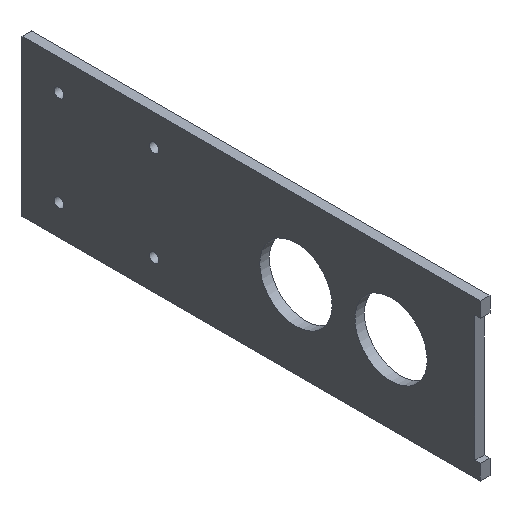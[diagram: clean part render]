
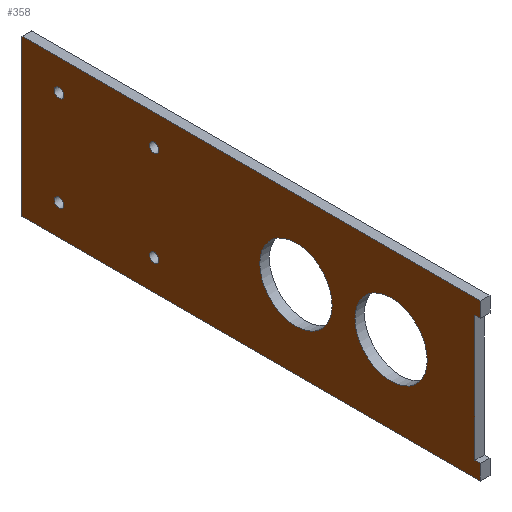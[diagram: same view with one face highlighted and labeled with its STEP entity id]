
A CAD part, isometric view. The second image highlights one B-rep face of the part: STEP entity #358.
In plain terms, the highlighted planar face has unit normal (-1, 0, 0).
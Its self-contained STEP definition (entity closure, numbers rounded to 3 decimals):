
#21=FACE_BOUND('',#75,.T.);
#22=FACE_BOUND('',#76,.T.);
#23=FACE_BOUND('',#77,.T.);
#24=FACE_BOUND('',#78,.T.);
#25=FACE_BOUND('',#79,.T.);
#26=FACE_BOUND('',#80,.T.);
#36=PLANE('',#412);
#52=FACE_OUTER_BOUND('',#74,.T.);
#74=EDGE_LOOP('',(#323,#324,#325,#326,#327,#328,#329,#330));
#75=EDGE_LOOP('',(#331));
#76=EDGE_LOOP('',(#332));
#77=EDGE_LOOP('',(#333));
#78=EDGE_LOOP('',(#334));
#79=EDGE_LOOP('',(#335));
#80=EDGE_LOOP('',(#336));
#87=LINE('',#565,#117);
#91=LINE('',#573,#121);
#94=LINE('',#579,#124);
#97=LINE('',#585,#127);
#100=LINE('',#591,#130);
#103=LINE('',#597,#133);
#106=LINE('',#603,#136);
#109=LINE('',#608,#139);
#117=VECTOR('',#471,10.);
#121=VECTOR('',#477,10.);
#124=VECTOR('',#482,10.);
#127=VECTOR('',#487,10.);
#130=VECTOR('',#492,10.);
#133=VECTOR('',#497,10.);
#136=VECTOR('',#502,10.);
#139=VECTOR('',#507,10.);
#143=CIRCLE('',#382,19.);
#146=CIRCLE('',#386,19.);
#149=CIRCLE('',#390,2.5);
#152=CIRCLE('',#394,2.5);
#155=CIRCLE('',#398,2.5);
#158=CIRCLE('',#402,2.5);
#161=VERTEX_POINT('',#519);
#164=VERTEX_POINT('',#527);
#167=VERTEX_POINT('',#535);
#170=VERTEX_POINT('',#543);
#173=VERTEX_POINT('',#551);
#176=VERTEX_POINT('',#559);
#177=VERTEX_POINT('',#563);
#178=VERTEX_POINT('',#564);
#181=VERTEX_POINT('',#572);
#183=VERTEX_POINT('',#578);
#185=VERTEX_POINT('',#584);
#187=VERTEX_POINT('',#590);
#189=VERTEX_POINT('',#596);
#191=VERTEX_POINT('',#602);
#196=EDGE_CURVE('',#161,#161,#143,.T.);
#200=EDGE_CURVE('',#164,#164,#146,.T.);
#204=EDGE_CURVE('',#167,#167,#149,.T.);
#208=EDGE_CURVE('',#170,#170,#152,.T.);
#212=EDGE_CURVE('',#173,#173,#155,.T.);
#216=EDGE_CURVE('',#176,#176,#158,.T.);
#217=EDGE_CURVE('',#177,#178,#87,.T.);
#221=EDGE_CURVE('',#181,#177,#91,.T.);
#224=EDGE_CURVE('',#183,#181,#94,.T.);
#227=EDGE_CURVE('',#185,#183,#97,.T.);
#230=EDGE_CURVE('',#187,#185,#100,.T.);
#233=EDGE_CURVE('',#189,#187,#103,.T.);
#236=EDGE_CURVE('',#191,#189,#106,.T.);
#239=EDGE_CURVE('',#178,#191,#109,.T.);
#323=ORIENTED_EDGE('',*,*,#239,.F.);
#324=ORIENTED_EDGE('',*,*,#217,.F.);
#325=ORIENTED_EDGE('',*,*,#221,.F.);
#326=ORIENTED_EDGE('',*,*,#224,.F.);
#327=ORIENTED_EDGE('',*,*,#227,.F.);
#328=ORIENTED_EDGE('',*,*,#230,.F.);
#329=ORIENTED_EDGE('',*,*,#233,.F.);
#330=ORIENTED_EDGE('',*,*,#236,.F.);
#331=ORIENTED_EDGE('',*,*,#196,.T.);
#332=ORIENTED_EDGE('',*,*,#200,.T.);
#333=ORIENTED_EDGE('',*,*,#204,.T.);
#334=ORIENTED_EDGE('',*,*,#208,.T.);
#335=ORIENTED_EDGE('',*,*,#212,.T.);
#336=ORIENTED_EDGE('',*,*,#216,.T.);
#358=ADVANCED_FACE('',(#52,#21,#22,#23,#24,#25,#26),#36,.F.);
#382=AXIS2_PLACEMENT_3D('',#521,#422,#423);
#386=AXIS2_PLACEMENT_3D('',#529,#431,#432);
#390=AXIS2_PLACEMENT_3D('',#537,#440,#441);
#394=AXIS2_PLACEMENT_3D('',#545,#449,#450);
#398=AXIS2_PLACEMENT_3D('',#553,#458,#459);
#402=AXIS2_PLACEMENT_3D('',#561,#467,#468);
#412=AXIS2_PLACEMENT_3D('',#611,#511,#512);
#422=DIRECTION('center_axis',(1.,0.,0.));
#423=DIRECTION('ref_axis',(0.,0.,-1.));
#431=DIRECTION('center_axis',(1.,0.,0.));
#432=DIRECTION('ref_axis',(0.,0.,-1.));
#440=DIRECTION('center_axis',(1.,0.,0.));
#441=DIRECTION('ref_axis',(0.,0.,-1.));
#449=DIRECTION('center_axis',(1.,0.,0.));
#450=DIRECTION('ref_axis',(0.,0.,-1.));
#458=DIRECTION('center_axis',(1.,0.,0.));
#459=DIRECTION('ref_axis',(0.,0.,-1.));
#467=DIRECTION('center_axis',(1.,0.,0.));
#468=DIRECTION('ref_axis',(0.,0.,-1.));
#471=DIRECTION('',(0.,0.,-1.));
#477=DIRECTION('',(0.,1.,0.));
#482=DIRECTION('',(0.,0.,-1.));
#487=DIRECTION('',(0.,-1.,0.));
#492=DIRECTION('',(0.,0.,1.));
#497=DIRECTION('',(0.,1.,0.));
#502=DIRECTION('',(0.,0.,-1.));
#507=DIRECTION('',(0.,-1.,0.));
#511=DIRECTION('center_axis',(1.,0.,0.));
#512=DIRECTION('ref_axis',(0.,0.,-1.));
#519=CARTESIAN_POINT('',(0.,-15.602,59.9));
#521=CARTESIAN_POINT('Origin',(0.,-15.602,40.9));
#527=CARTESIAN_POINT('',(0.,-65.602,59.9));
#529=CARTESIAN_POINT('Origin',(0.,-65.602,40.9));
#535=CARTESIAN_POINT('',(0.,58.898,18.4));
#537=CARTESIAN_POINT('Origin',(0.,58.898,15.9));
#543=CARTESIAN_POINT('',(0.,108.898,68.4));
#545=CARTESIAN_POINT('Origin',(0.,108.898,65.9));
#551=CARTESIAN_POINT('',(0.,58.898,68.4));
#553=CARTESIAN_POINT('Origin',(0.,58.898,65.9));
#559=CARTESIAN_POINT('',(0.,108.898,18.4));
#561=CARTESIAN_POINT('Origin',(0.,108.898,15.9));
#563=CARTESIAN_POINT('',(0.,-109.602,73.9));
#564=CARTESIAN_POINT('',(0.,-109.602,7.9));
#565=CARTESIAN_POINT('',(0.,-109.602,73.9));
#572=CARTESIAN_POINT('',(0.,-112.602,73.9));
#573=CARTESIAN_POINT('',(0.,-112.602,73.9));
#578=CARTESIAN_POINT('',(0.,-112.602,81.9));
#579=CARTESIAN_POINT('',(0.,-112.602,81.9));
#584=CARTESIAN_POINT('',(0.,128.398,81.9));
#585=CARTESIAN_POINT('',(0.,128.398,81.9));
#590=CARTESIAN_POINT('',(0.,128.398,-0.1));
#591=CARTESIAN_POINT('',(0.,128.398,-0.1));
#596=CARTESIAN_POINT('',(0.,-112.602,-0.1));
#597=CARTESIAN_POINT('',(0.,-112.602,-0.1));
#602=CARTESIAN_POINT('',(0.,-112.602,7.9));
#603=CARTESIAN_POINT('',(0.,-112.602,81.9));
#608=CARTESIAN_POINT('',(0.,-109.602,7.9));
#611=CARTESIAN_POINT('Origin',(0.,7.898,40.9));
